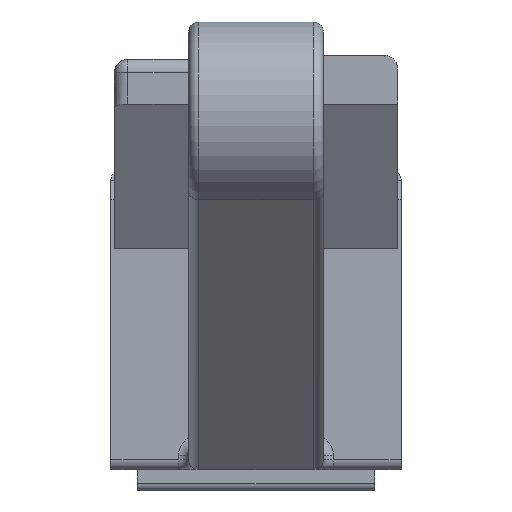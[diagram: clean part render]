
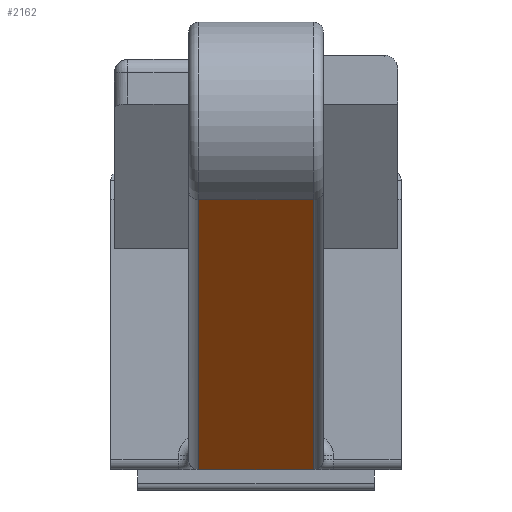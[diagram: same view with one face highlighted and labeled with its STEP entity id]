
A CAD part, left-side view. The second image highlights one B-rep face of the part: STEP entity #2162.
In plain terms, the highlighted planar face has unit normal (-0.422, 0, -0.907).
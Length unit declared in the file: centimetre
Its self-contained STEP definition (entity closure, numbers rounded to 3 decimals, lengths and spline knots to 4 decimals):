
#117 = CARTESIAN_POINT ( 'NONE',  ( -0.508, 0.1016, -0.508 ) ) ;
#122 = VECTOR ( 'NONE', #4514, 100. ) ;
#187 = DIRECTION ( 'NONE',  ( -0.907, 0., 0.422 ) ) ;
#423 = ORIENTED_EDGE ( 'NONE', *, *, #1740, .F. ) ;
#585 = DIRECTION ( 'NONE',  ( 0.907, 0., -0.422 ) ) ;
#836 = DIRECTION ( 'NONE',  ( 0., -1., 0. ) ) ;
#890 = VECTOR ( 'NONE', #836, 100. ) ;
#982 = VECTOR ( 'NONE', #3786, 100. ) ;
#1399 = EDGE_CURVE ( 'NONE', #3305, #4644, #2590, .T. ) ;
#1544 = ORIENTED_EDGE ( 'NONE', *, *, #4097, .T. ) ;
#1601 = CARTESIAN_POINT ( 'NONE',  ( -2.6922, -0.2159, 0.5087 ) ) ;
#1611 = VECTOR ( 'NONE', #585, 100. ) ;
#1715 = EDGE_CURVE ( 'NONE', #4230, #2385, #3155, .T. ) ;
#1740 = EDGE_CURVE ( 'NONE', #3305, #2385, #3894, .T. ) ;
#1913 = CARTESIAN_POINT ( 'NONE',  ( -2.6922, -0.2159, 0.5087 ) ) ;
#2162 = ADVANCED_FACE ( 'NONE', ( #2474 ), #4560, .T. ) ;
#2189 = CARTESIAN_POINT ( 'NONE',  ( -2.6922, 0.2159, 0.5087 ) ) ;
#2377 = DIRECTION ( 'NONE',  ( -0.422, 0., -0.907 ) ) ;
#2385 = VERTEX_POINT ( 'NONE', #1913 ) ;
#2474 = FACE_OUTER_BOUND ( 'NONE', #3800, .T. ) ;
#2590 = LINE ( 'NONE', #3137, #1611 ) ;
#2725 = CARTESIAN_POINT ( 'NONE',  ( -2.6922, 0.1016, 0.5087 ) ) ;
#2751 = CARTESIAN_POINT ( 'NONE',  ( -0.508, 0.2159, -0.508 ) ) ;
#2854 = LINE ( 'NONE', #117, #890 ) ;
#3054 = CARTESIAN_POINT ( 'NONE',  ( -2.6922, 0.1016, 0.5087 ) ) ;
#3137 = CARTESIAN_POINT ( 'NONE',  ( -2.6922, 0.2159, 0.5087 ) ) ;
#3155 = LINE ( 'NONE', #1601, #122 ) ;
#3160 = ORIENTED_EDGE ( 'NONE', *, *, #1399, .T. ) ;
#3177 = CARTESIAN_POINT ( 'NONE',  ( -0.508, -0.2159, -0.508 ) ) ;
#3305 = VERTEX_POINT ( 'NONE', #2189 ) ;
#3786 = DIRECTION ( 'NONE',  ( 0., -1., 0. ) ) ;
#3800 = EDGE_LOOP ( 'NONE', ( #423, #3160, #1544, #4385 ) ) ;
#3894 = LINE ( 'NONE', #3054, #982 ) ;
#4097 = EDGE_CURVE ( 'NONE', #4644, #4230, #2854, .T. ) ;
#4110 = AXIS2_PLACEMENT_3D ( 'NONE', #2725, #2377, #187 ) ;
#4230 = VERTEX_POINT ( 'NONE', #3177 ) ;
#4385 = ORIENTED_EDGE ( 'NONE', *, *, #1715, .T. ) ;
#4514 = DIRECTION ( 'NONE',  ( -0.907, 0., 0.422 ) ) ;
#4560 = PLANE ( 'NONE',  #4110 ) ;
#4644 = VERTEX_POINT ( 'NONE', #2751 ) ;
